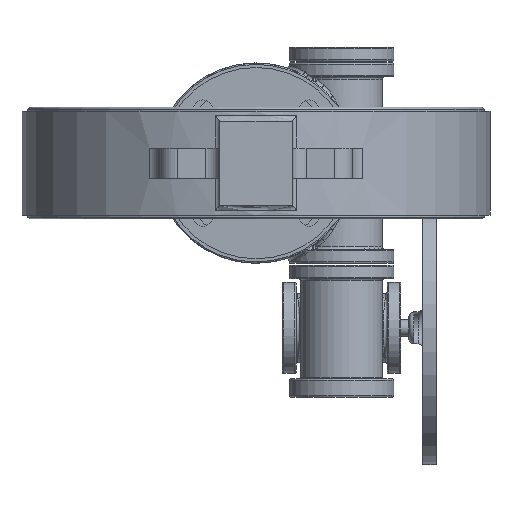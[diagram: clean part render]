
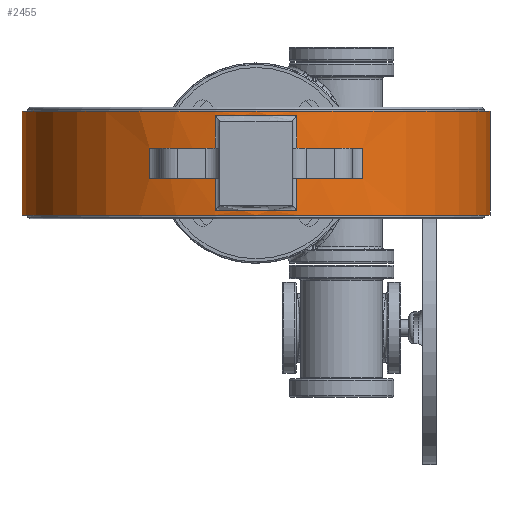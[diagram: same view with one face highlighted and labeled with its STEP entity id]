
A CAD part, front view. The second image highlights one B-rep face of the part: STEP entity #2455.
In plain terms, the highlighted cylindrical face has radius 257 mm (diameter 514 mm), a partial arc.
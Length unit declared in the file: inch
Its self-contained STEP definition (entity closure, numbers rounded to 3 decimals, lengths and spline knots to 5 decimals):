
#635 = ORIENTED_EDGE ( 'NONE', *, *, #22441, .T. ) ;
#741 = CARTESIAN_POINT ( 'NONE',  ( 9.56834, 11.42381, 16.10113 ) ) ;
#1343 = DIRECTION ( 'NONE',  ( 0., 0., 1. ) ) ;
#1369 = DIRECTION ( 'NONE',  ( 0., 0., 1. ) ) ;
#1798 = AXIS2_PLACEMENT_3D ( 'NONE', #20261, #31782, #28959 ) ;
#1843 = CARTESIAN_POINT ( 'NONE',  ( 7.79863, 1.46166, 16.10113 ) ) ;
#2019 = CARTESIAN_POINT ( 'NONE',  ( 11.33804, 1.46166, 12.59012 ) ) ;
#2244 = VERTEX_POINT ( 'NONE', #16748 ) ;
#2246 = LINE ( 'NONE', #15444, #5961 ) ;
#2343 = AXIS2_PLACEMENT_3D ( 'NONE', #4532, #9982, #15973 ) ;
#2455 = ADVANCED_FACE ( 'NONE', ( #9213, #29562 ), #12611, .T. ) ;
#2631 = CIRCLE ( 'NONE', #14027, 10.11811 ) ;
#3112 = ORIENTED_EDGE ( 'NONE', *, *, #35299, .T. ) ;
#3612 = VERTEX_POINT ( 'NONE', #34235 ) ;
#3758 = ORIENTED_EDGE ( 'NONE', *, *, #28859, .T. ) ;
#3785 = CARTESIAN_POINT ( 'NONE',  ( 7.79863, 1.46166, 11.19248 ) ) ;
#4532 = CARTESIAN_POINT ( 'NONE',  ( 9.56834, 11.42381, 10.99563 ) ) ;
#4743 = CARTESIAN_POINT ( 'NONE',  ( -0.54977, 11.42381, 15.48382 ) ) ;
#5593 = LINE ( 'NONE', #1843, #24686 ) ;
#5699 = CARTESIAN_POINT ( 'NONE',  ( 11.33804, 1.46166, 11.19248 ) ) ;
#5961 = VECTOR ( 'NONE', #13722, 39.37008 ) ;
#6075 = VERTEX_POINT ( 'NONE', #4743 ) ;
#6239 = EDGE_CURVE ( 'NONE', #6075, #32225, #18778, .T. ) ;
#6577 = VERTEX_POINT ( 'NONE', #30118 ) ;
#6835 = CARTESIAN_POINT ( 'NONE',  ( 7.79863, 1.46166, 13.88933 ) ) ;
#6987 = CARTESIAN_POINT ( 'NONE',  ( 9.56834, 11.42381, 15.48382 ) ) ;
#7161 = LINE ( 'NONE', #18226, #8205 ) ;
#7437 = EDGE_CURVE ( 'NONE', #33349, #6075, #7796, .T. ) ;
#7612 = DIRECTION ( 'NONE',  ( 0., 0., 1. ) ) ;
#7796 = LINE ( 'NONE', #11369, #29129 ) ;
#8205 = VECTOR ( 'NONE', #32756, 39.37008 ) ;
#8486 = CARTESIAN_POINT ( 'NONE',  ( 11.33804, 1.46166, 16.10113 ) ) ;
#8736 = CARTESIAN_POINT ( 'NONE',  ( 9.56834, 11.42381, 13.88933 ) ) ;
#9029 = DIRECTION ( 'NONE',  ( 0., 0., -1. ) ) ;
#9188 = AXIS2_PLACEMENT_3D ( 'NONE', #6987, #1343, #25067 ) ;
#9213 = FACE_OUTER_BOUND ( 'NONE', #16279, .T. ) ;
#9246 = DIRECTION ( 'NONE',  ( 0., 0., 1. ) ) ;
#9520 = CARTESIAN_POINT ( 'NONE',  ( 4.96588, 2.41306, 13.88933 ) ) ;
#9903 = ORIENTED_EDGE ( 'NONE', *, *, #27021, .T. ) ;
#9982 = DIRECTION ( 'NONE',  ( 0., 0., 1. ) ) ;
#10032 = DIRECTION ( 'NONE',  ( -1., 0., 0. ) ) ;
#10344 = DIRECTION ( 'NONE',  ( 1., 0., 0. ) ) ;
#10713 = CARTESIAN_POINT ( 'NONE',  ( 9.56834, 11.42381, 12.59012 ) ) ;
#11054 = VERTEX_POINT ( 'NONE', #5699 ) ;
#11369 = CARTESIAN_POINT ( 'NONE',  ( -0.54977, 11.42381, 16.10113 ) ) ;
#11689 = LINE ( 'NONE', #8486, #14987 ) ;
#12058 = ORIENTED_EDGE ( 'NONE', *, *, #14222, .T. ) ;
#12126 = ORIENTED_EDGE ( 'NONE', *, *, #6239, .F. ) ;
#12226 = DIRECTION ( 'NONE',  ( 0., 0., 1. ) ) ;
#12455 = CARTESIAN_POINT ( 'NONE',  ( 19.68645, 11.42381, 16.10113 ) ) ;
#12611 = CYLINDRICAL_SURFACE ( 'NONE', #36140, 10.11811 ) ;
#13019 = VECTOR ( 'NONE', #32281, 39.37008 ) ;
#13318 = CARTESIAN_POINT ( 'NONE',  ( 9.56834, 11.42381, 13.88933 ) ) ;
#13722 = DIRECTION ( 'NONE',  ( 0., 0., -1. ) ) ;
#14027 = AXIS2_PLACEMENT_3D ( 'NONE', #13318, #18888, #33426 ) ;
#14142 = ORIENTED_EDGE ( 'NONE', *, *, #32338, .T. ) ;
#14222 = EDGE_CURVE ( 'NONE', #3612, #33203, #14751, .T. ) ;
#14751 = CIRCLE ( 'NONE', #18934, 10.11811 ) ;
#14987 = VECTOR ( 'NONE', #9029, 39.37008 ) ;
#15000 = DIRECTION ( 'NONE',  ( 1., 0., 0. ) ) ;
#15249 = LINE ( 'NONE', #12455, #23893 ) ;
#15428 = VERTEX_POINT ( 'NONE', #30842 ) ;
#15444 = CARTESIAN_POINT ( 'NONE',  ( 11.33804, 1.46166, 16.10113 ) ) ;
#15784 = VERTEX_POINT ( 'NONE', #18158 ) ;
#15930 = VECTOR ( 'NONE', #27113, 39.37008 ) ;
#15973 = DIRECTION ( 'NONE',  ( 1., 0., 0. ) ) ;
#16279 = EDGE_LOOP ( 'NONE', ( #25994, #27093, #3112, #12126 ) ) ;
#16414 = EDGE_CURVE ( 'NONE', #2244, #20884, #37220, .T. ) ;
#16748 = CARTESIAN_POINT ( 'NONE',  ( 4.96588, 2.41306, 12.59012 ) ) ;
#18158 = CARTESIAN_POINT ( 'NONE',  ( 7.79863, 1.46166, 15.28697 ) ) ;
#18226 = CARTESIAN_POINT ( 'NONE',  ( 14.1708, 2.41306, 16.10113 ) ) ;
#18778 = CIRCLE ( 'NONE', #9188, 10.11811 ) ;
#18888 = DIRECTION ( 'NONE',  ( 0., 0., -1. ) ) ;
#18934 = AXIS2_PLACEMENT_3D ( 'NONE', #10713, #33121, #10344 ) ;
#19663 = EDGE_CURVE ( 'NONE', #2244, #24621, #29836, .T. ) ;
#19743 = CIRCLE ( 'NONE', #2343, 10.11811 ) ;
#19840 = ORIENTED_EDGE ( 'NONE', *, *, #16414, .F. ) ;
#20261 = CARTESIAN_POINT ( 'NONE',  ( 9.56834, 11.42381, 12.59012 ) ) ;
#20618 = CARTESIAN_POINT ( 'NONE',  ( 9.56834, 11.42381, 11.19248 ) ) ;
#20884 = VERTEX_POINT ( 'NONE', #28709 ) ;
#21052 = LINE ( 'NONE', #33315, #15930 ) ;
#21320 = CARTESIAN_POINT ( 'NONE',  ( 4.96588, 2.41306, 16.10113 ) ) ;
#22144 = AXIS2_PLACEMENT_3D ( 'NONE', #27898, #1369, #10032 ) ;
#22364 = ORIENTED_EDGE ( 'NONE', *, *, #30759, .F. ) ;
#22441 = EDGE_CURVE ( 'NONE', #25002, #15784, #5593, .T. ) ;
#22514 = DIRECTION ( 'NONE',  ( 0., 0., 1. ) ) ;
#23263 = CIRCLE ( 'NONE', #27503, 10.11811 ) ;
#23468 = EDGE_LOOP ( 'NONE', ( #3758, #635, #34055, #35665, #22364, #24365, #12058, #14142, #23806, #9903, #19840, #31008 ) ) ;
#23806 = ORIENTED_EDGE ( 'NONE', *, *, #36612, .T. ) ;
#23893 = VECTOR ( 'NONE', #9246, 39.37008 ) ;
#24204 = DIRECTION ( 'NONE',  ( 0., 0., -1. ) ) ;
#24365 = ORIENTED_EDGE ( 'NONE', *, *, #34321, .T. ) ;
#24587 = CIRCLE ( 'NONE', #33609, 10.11811 ) ;
#24621 = VERTEX_POINT ( 'NONE', #9520 ) ;
#24686 = VECTOR ( 'NONE', #22514, 39.37008 ) ;
#25002 = VERTEX_POINT ( 'NONE', #6835 ) ;
#25038 = CARTESIAN_POINT ( 'NONE',  ( 11.33804, 1.46166, 15.28697 ) ) ;
#25067 = DIRECTION ( 'NONE',  ( 1., 0., 0. ) ) ;
#25486 = EDGE_CURVE ( 'NONE', #15784, #27142, #35354, .T. ) ;
#25801 = EDGE_CURVE ( 'NONE', #33349, #33926, #19743, .T. ) ;
#25994 = ORIENTED_EDGE ( 'NONE', *, *, #7437, .F. ) ;
#27021 = EDGE_CURVE ( 'NONE', #35271, #20884, #21052, .T. ) ;
#27093 = ORIENTED_EDGE ( 'NONE', *, *, #25801, .T. ) ;
#27113 = DIRECTION ( 'NONE',  ( 0., 0., 1. ) ) ;
#27142 = VERTEX_POINT ( 'NONE', #25038 ) ;
#27503 = AXIS2_PLACEMENT_3D ( 'NONE', #8736, #32080, #29263 ) ;
#27898 = CARTESIAN_POINT ( 'NONE',  ( 9.56834, 11.42381, 15.28697 ) ) ;
#28634 = CARTESIAN_POINT ( 'NONE',  ( 19.68645, 11.42381, 10.99563 ) ) ;
#28709 = CARTESIAN_POINT ( 'NONE',  ( 7.79863, 1.46166, 12.59012 ) ) ;
#28859 = EDGE_CURVE ( 'NONE', #24621, #25002, #23263, .T. ) ;
#28959 = DIRECTION ( 'NONE',  ( -1., 0., 0. ) ) ;
#29129 = VECTOR ( 'NONE', #7612, 39.37008 ) ;
#29263 = DIRECTION ( 'NONE',  ( -1., 0., 0. ) ) ;
#29562 = FACE_BOUND ( 'NONE', #23468, .T. ) ;
#29836 = LINE ( 'NONE', #21320, #13019 ) ;
#30118 = CARTESIAN_POINT ( 'NONE',  ( 14.1708, 2.41306, 13.88933 ) ) ;
#30759 = EDGE_CURVE ( 'NONE', #6577, #15428, #2631, .T. ) ;
#30842 = CARTESIAN_POINT ( 'NONE',  ( 11.33804, 1.46166, 13.88933 ) ) ;
#31008 = ORIENTED_EDGE ( 'NONE', *, *, #19663, .T. ) ;
#31782 = DIRECTION ( 'NONE',  ( 0., 0., 1. ) ) ;
#31827 = CARTESIAN_POINT ( 'NONE',  ( 19.68645, 11.42381, 15.48382 ) ) ;
#31931 = CARTESIAN_POINT ( 'NONE',  ( -0.54977, 11.42381, 10.99563 ) ) ;
#32080 = DIRECTION ( 'NONE',  ( 0., 0., 1. ) ) ;
#32225 = VERTEX_POINT ( 'NONE', #31827 ) ;
#32281 = DIRECTION ( 'NONE',  ( 0., 0., 1. ) ) ;
#32338 = EDGE_CURVE ( 'NONE', #33203, #11054, #11689, .T. ) ;
#32756 = DIRECTION ( 'NONE',  ( 0., 0., -1. ) ) ;
#33121 = DIRECTION ( 'NONE',  ( 0., 0., -1. ) ) ;
#33203 = VERTEX_POINT ( 'NONE', #2019 ) ;
#33306 = DIRECTION ( 'NONE',  ( 1., 0., 0. ) ) ;
#33315 = CARTESIAN_POINT ( 'NONE',  ( 7.79863, 1.46166, 16.10113 ) ) ;
#33349 = VERTEX_POINT ( 'NONE', #31931 ) ;
#33426 = DIRECTION ( 'NONE',  ( 1., 0., 0. ) ) ;
#33609 = AXIS2_PLACEMENT_3D ( 'NONE', #20618, #24204, #15000 ) ;
#33926 = VERTEX_POINT ( 'NONE', #28634 ) ;
#34055 = ORIENTED_EDGE ( 'NONE', *, *, #25486, .T. ) ;
#34235 = CARTESIAN_POINT ( 'NONE',  ( 14.1708, 2.41306, 12.59012 ) ) ;
#34321 = EDGE_CURVE ( 'NONE', #6577, #3612, #7161, .T. ) ;
#35271 = VERTEX_POINT ( 'NONE', #3785 ) ;
#35299 = EDGE_CURVE ( 'NONE', #33926, #32225, #15249, .T. ) ;
#35354 = CIRCLE ( 'NONE', #22144, 10.11811 ) ;
#35665 = ORIENTED_EDGE ( 'NONE', *, *, #36409, .T. ) ;
#36140 = AXIS2_PLACEMENT_3D ( 'NONE', #741, #12226, #33306 ) ;
#36409 = EDGE_CURVE ( 'NONE', #27142, #15428, #2246, .T. ) ;
#36612 = EDGE_CURVE ( 'NONE', #11054, #35271, #24587, .T. ) ;
#37220 = CIRCLE ( 'NONE', #1798, 10.11811 ) ;
